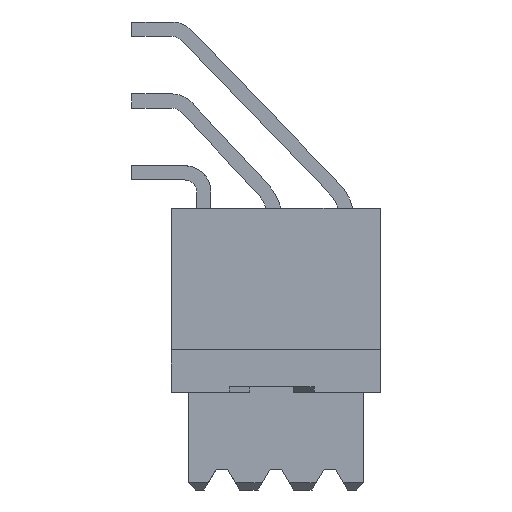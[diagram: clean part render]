
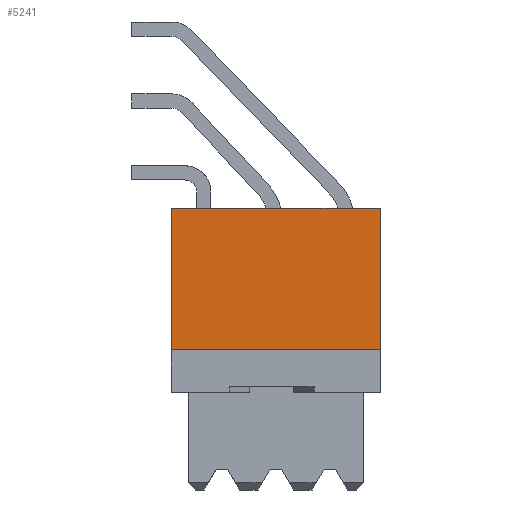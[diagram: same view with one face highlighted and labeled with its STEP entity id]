
A CAD part, left-side view. The second image highlights one B-rep face of the part: STEP entity #5241.
In plain terms, the highlighted free-form (B-spline) face has degree [1, 1] with [2, 2] control points.
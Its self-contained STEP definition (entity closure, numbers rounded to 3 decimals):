
#2402=CARTESIAN_POINT('V53',(-5.806,-30.892,
   3.0));
#2403=VERTEX_POINT('V53',#2402);
#2409=CARTESIAN_POINT('V10',(-5.806,-16.142,
   3.0));
#2410=VERTEX_POINT('V10',#2409);
#2411=CARTESIAN_POINT('E55',(-5.806,-30.892,
   3.0));
#2412=CARTESIAN_POINT('E55',(-5.806,-16.142,
   3.0));
#2413=B_SPLINE_CURVE_WITH_KNOTS('E55',1,(#2411,#2412),
   .POLYLINE_FORM.,.F.,.U.,(2,2),(0.0,1.475),
   .UNSPECIFIED.);
#2414=EDGE_CURVE('E55',#2403,#2410,#2413,.T.);
#4954=CARTESIAN_POINT('V84',(-5.806,-30.892,
   13.0));
#4955=VERTEX_POINT('V84',#4954);
#4961=CARTESIAN_POINT('E91',(-5.806,-30.892,
   13.0));
#4962=CARTESIAN_POINT('E91',(-5.806,-30.892,
   3.0));
#4963=QUASI_UNIFORM_CURVE('E91',1,(#4961,#4962),.POLYLINE_FORM.,.F.,
   .U.);
#4964=EDGE_CURVE('E91',#4955,#2403,#4963,.T.);
#5206=CARTESIAN_POINT('V11',(-5.806,-16.142,
   13.0));
#5207=VERTEX_POINT('V11',#5206);
#5208=CARTESIAN_POINT('E10',(-5.806,-16.142,
   3.0));
#5209=CARTESIAN_POINT('E10',(-5.806,-16.142,
   13.0));
#5210=QUASI_UNIFORM_CURVE('E10',1,(#5208,#5209),.POLYLINE_FORM.,.F.,
   .U.);
#5211=EDGE_CURVE('E10',#2410,#5207,#5210,.T.);
#5226=CARTESIAN_POINT('F54',(-5.806,-30.892,
   13.0));
#5227=CARTESIAN_POINT('F54',(-5.806,-30.892,
   3.0));
#5228=CARTESIAN_POINT('F54',(-5.806,-15.383,
   13.0));
#5229=CARTESIAN_POINT('F54',(-5.806,-15.383,
   3.0));
#5230=B_SPLINE_SURFACE_WITH_KNOTS('F54',1,1,((#5226,#5228),(#5227,
   #5229)),.PLANE_SURF.,.F.,.F.,.U.,(2,2),(2,2),(0.0,1.0),(0.0,
   1.551),.UNSPECIFIED.);
#5231=ORIENTED_EDGE('E55',*,*,#2414,.F.);
#5232=ORIENTED_EDGE('E91',*,*,#4964,.F.);
#5233=CARTESIAN_POINT('E186',(-5.806,-16.142,
   13.0));
#5234=CARTESIAN_POINT('E186',(-5.806,-30.892,
   13.0));
#5235=B_SPLINE_CURVE_WITH_KNOTS('E186',1,(#5233,#5234),
   .POLYLINE_FORM.,.F.,.U.,(2,2),(0.076,
   1.551),.UNSPECIFIED.);
#5236=EDGE_CURVE('E186',#5207,#4955,#5235,.T.);
#5237=ORIENTED_EDGE('E186',*,*,#5236,.F.);
#5238=ORIENTED_EDGE('E10',*,*,#5211,.F.);
#5239=EDGE_LOOP('F54',(#5231,#5232,#5237,#5238));
#5240=FACE_OUTER_BOUND('F54',#5239,.T.);
#5241=ADVANCED_FACE('F54',(#5240),#5230,.F.);
